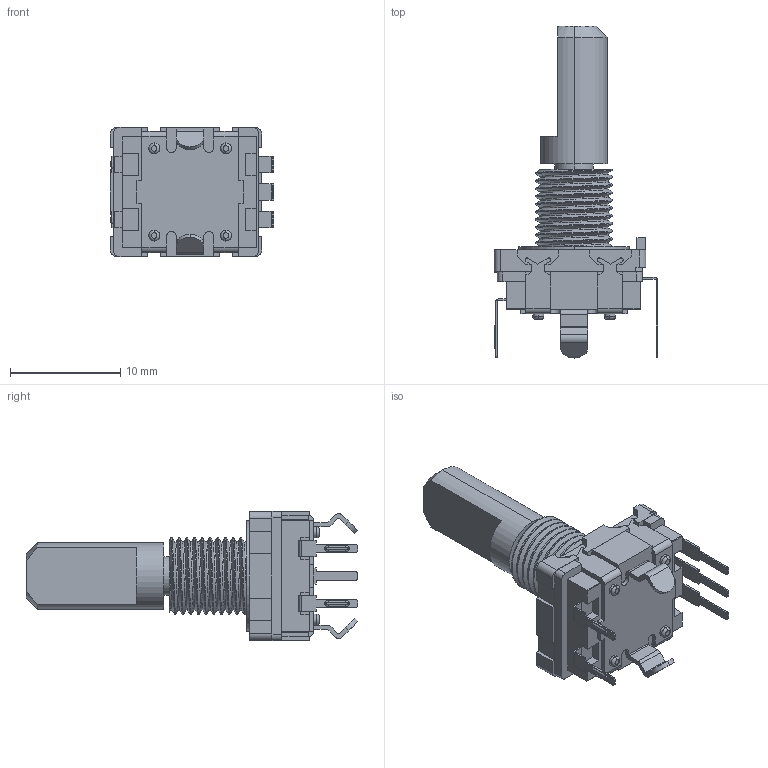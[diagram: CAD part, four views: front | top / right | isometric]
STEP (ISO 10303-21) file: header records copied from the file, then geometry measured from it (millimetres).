
FILE_DESCRIPTION (( 'STEP AP214' ), '1' );
FILE_NAME ('482016514001.STEP', '2022-03-01T05:38:21', ( '' ), ( '' ), 'SwSTEP 2.0', 'SolidWorks 2017', '' );
FILE_SCHEMA (( 'AUTOMOTIVE_DESIGN' ));
Length unit declared in the file: millimetre
Products named in the file (1): 482016514001
Bounding box: 14.85 x 30.1 x 11.7 mm (x, y, z)
Volume: 1374.1 mm3; surface area: 1995.8 mm2
Topology: 9 solids, 9 shells, 424 faces, 1145 edges, 748 vertices
Faces by surface type: plane 287, cylinder 115, torus 16, cone 3, bspline 3
Entity records: 16618 total; most frequent: CARTESIAN_POINT 5778, ORIENTED_EDGE 2290, DIRECTION 2168, EDGE_CURVE 1145, LINE 862, VECTOR 862, VERTEX_POINT 748, AXIS2_PLACEMENT_3D 653
